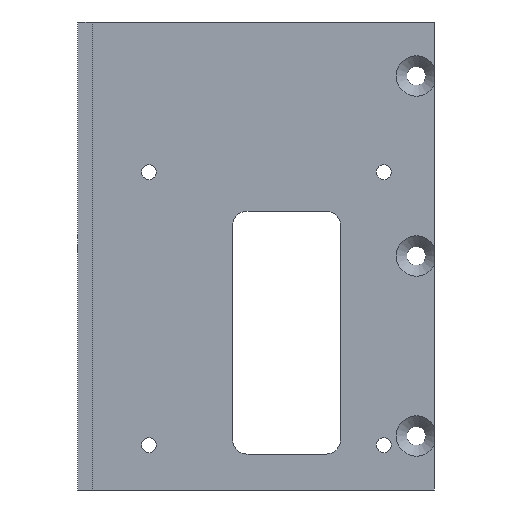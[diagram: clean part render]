
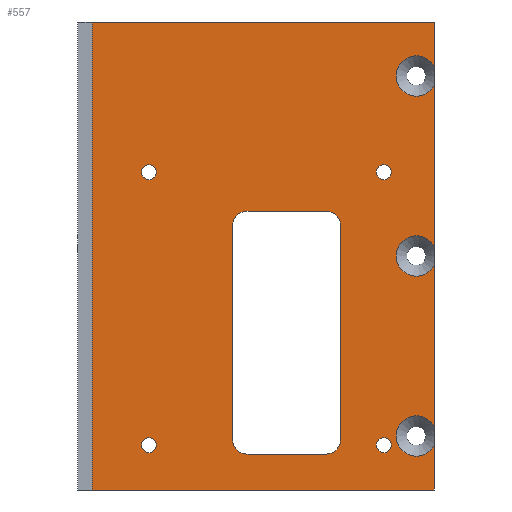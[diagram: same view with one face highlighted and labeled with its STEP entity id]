
A CAD part, left-side view. The second image highlights one B-rep face of the part: STEP entity #557.
In plain terms, the highlighted planar face has unit normal (-1, 0, 0).
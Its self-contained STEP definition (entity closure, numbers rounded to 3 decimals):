
#21=FACE_BOUND('',#177,.T.);
#22=FACE_BOUND('',#178,.T.);
#23=FACE_BOUND('',#179,.T.);
#24=FACE_BOUND('',#180,.T.);
#25=FACE_BOUND('',#181,.T.);
#39=LINE('',#849,#87);
#40=LINE('',#851,#88);
#41=LINE('',#853,#89);
#42=LINE('',#859,#90);
#43=LINE('',#865,#91);
#44=LINE('',#871,#92);
#45=LINE('',#872,#93);
#46=LINE('',#875,#94);
#47=LINE('',#879,#95);
#48=LINE('',#883,#96);
#49=LINE('',#887,#97);
#87=VECTOR('',#688,10.);
#88=VECTOR('',#689,10.);
#89=VECTOR('',#690,10.);
#90=VECTOR('',#695,10.);
#91=VECTOR('',#700,10.);
#92=VECTOR('',#705,10.);
#93=VECTOR('',#706,10.);
#94=VECTOR('',#707,10.);
#95=VECTOR('',#710,10.);
#96=VECTOR('',#713,10.);
#97=VECTOR('',#716,10.);
#148=FACE_OUTER_BOUND('',#176,.T.);
#176=EDGE_LOOP('',(#394,#395,#396,#397,#398,#399,#400,#401,#402,#403,#404,
#405,#406));
#177=EDGE_LOOP('',(#407));
#178=EDGE_LOOP('',(#408));
#179=EDGE_LOOP('',(#409));
#180=EDGE_LOOP('',(#410));
#181=EDGE_LOOP('',(#411,#412,#413,#414,#415,#416,#417,#418));
#214=CIRCLE('',#597,1.038);
#216=CIRCLE('',#600,1.038);
#218=CIRCLE('',#603,1.038);
#220=CIRCLE('',#606,1.038);
#222=CIRCLE('',#609,2.8);
#223=CIRCLE('',#610,2.8);
#224=CIRCLE('',#611,2.8);
#225=CIRCLE('',#612,2.8);
#226=CIRCLE('',#613,2.8);
#227=CIRCLE('',#614,2.8);
#228=CIRCLE('',#615,2.);
#229=CIRCLE('',#616,2.);
#230=CIRCLE('',#617,2.);
#231=CIRCLE('',#618,2.);
#244=VERTEX_POINT('',#823);
#246=VERTEX_POINT('',#829);
#248=VERTEX_POINT('',#835);
#250=VERTEX_POINT('',#841);
#252=VERTEX_POINT('',#847);
#253=VERTEX_POINT('',#848);
#254=VERTEX_POINT('',#850);
#255=VERTEX_POINT('',#852);
#256=VERTEX_POINT('',#854);
#257=VERTEX_POINT('',#856);
#258=VERTEX_POINT('',#858);
#259=VERTEX_POINT('',#860);
#260=VERTEX_POINT('',#862);
#261=VERTEX_POINT('',#864);
#262=VERTEX_POINT('',#866);
#263=VERTEX_POINT('',#868);
#264=VERTEX_POINT('',#870);
#265=VERTEX_POINT('',#873);
#266=VERTEX_POINT('',#874);
#267=VERTEX_POINT('',#876);
#268=VERTEX_POINT('',#878);
#269=VERTEX_POINT('',#880);
#270=VERTEX_POINT('',#882);
#271=VERTEX_POINT('',#884);
#272=VERTEX_POINT('',#886);
#297=EDGE_CURVE('',#244,#244,#214,.T.);
#300=EDGE_CURVE('',#246,#246,#216,.T.);
#303=EDGE_CURVE('',#248,#248,#218,.T.);
#306=EDGE_CURVE('',#250,#250,#220,.T.);
#309=EDGE_CURVE('',#252,#253,#39,.T.);
#310=EDGE_CURVE('',#253,#254,#40,.T.);
#311=EDGE_CURVE('',#254,#255,#41,.T.);
#312=EDGE_CURVE('',#256,#255,#222,.T.);
#313=EDGE_CURVE('',#257,#256,#223,.T.);
#314=EDGE_CURVE('',#257,#258,#42,.T.);
#315=EDGE_CURVE('',#259,#258,#224,.T.);
#316=EDGE_CURVE('',#260,#259,#225,.T.);
#317=EDGE_CURVE('',#260,#261,#43,.T.);
#318=EDGE_CURVE('',#262,#261,#226,.T.);
#319=EDGE_CURVE('',#263,#262,#227,.T.);
#320=EDGE_CURVE('',#263,#264,#44,.T.);
#321=EDGE_CURVE('',#252,#264,#45,.T.);
#322=EDGE_CURVE('',#265,#266,#46,.T.);
#323=EDGE_CURVE('',#267,#266,#228,.T.);
#324=EDGE_CURVE('',#267,#268,#47,.T.);
#325=EDGE_CURVE('',#269,#268,#229,.T.);
#326=EDGE_CURVE('',#269,#270,#48,.T.);
#327=EDGE_CURVE('',#271,#270,#230,.T.);
#328=EDGE_CURVE('',#271,#272,#49,.T.);
#329=EDGE_CURVE('',#265,#272,#231,.T.);
#394=ORIENTED_EDGE('',*,*,#309,.T.);
#395=ORIENTED_EDGE('',*,*,#310,.T.);
#396=ORIENTED_EDGE('',*,*,#311,.T.);
#397=ORIENTED_EDGE('',*,*,#312,.F.);
#398=ORIENTED_EDGE('',*,*,#313,.F.);
#399=ORIENTED_EDGE('',*,*,#314,.T.);
#400=ORIENTED_EDGE('',*,*,#315,.F.);
#401=ORIENTED_EDGE('',*,*,#316,.F.);
#402=ORIENTED_EDGE('',*,*,#317,.T.);
#403=ORIENTED_EDGE('',*,*,#318,.F.);
#404=ORIENTED_EDGE('',*,*,#319,.F.);
#405=ORIENTED_EDGE('',*,*,#320,.T.);
#406=ORIENTED_EDGE('',*,*,#321,.F.);
#407=ORIENTED_EDGE('',*,*,#297,.T.);
#408=ORIENTED_EDGE('',*,*,#300,.T.);
#409=ORIENTED_EDGE('',*,*,#303,.T.);
#410=ORIENTED_EDGE('',*,*,#306,.T.);
#411=ORIENTED_EDGE('',*,*,#322,.T.);
#412=ORIENTED_EDGE('',*,*,#323,.F.);
#413=ORIENTED_EDGE('',*,*,#324,.T.);
#414=ORIENTED_EDGE('',*,*,#325,.F.);
#415=ORIENTED_EDGE('',*,*,#326,.T.);
#416=ORIENTED_EDGE('',*,*,#327,.F.);
#417=ORIENTED_EDGE('',*,*,#328,.T.);
#418=ORIENTED_EDGE('',*,*,#329,.F.);
#540=PLANE('',#608);
#557=ADVANCED_FACE('',(#148,#21,#22,#23,#24,#25),#540,.T.);
#597=AXIS2_PLACEMENT_3D('',#824,#660,#661);
#600=AXIS2_PLACEMENT_3D('',#830,#667,#668);
#603=AXIS2_PLACEMENT_3D('',#836,#674,#675);
#606=AXIS2_PLACEMENT_3D('',#842,#681,#682);
#608=AXIS2_PLACEMENT_3D('',#846,#686,#687);
#609=AXIS2_PLACEMENT_3D('',#855,#691,#692);
#610=AXIS2_PLACEMENT_3D('',#857,#693,#694);
#611=AXIS2_PLACEMENT_3D('',#861,#696,#697);
#612=AXIS2_PLACEMENT_3D('',#863,#698,#699);
#613=AXIS2_PLACEMENT_3D('',#867,#701,#702);
#614=AXIS2_PLACEMENT_3D('',#869,#703,#704);
#615=AXIS2_PLACEMENT_3D('',#877,#708,#709);
#616=AXIS2_PLACEMENT_3D('',#881,#711,#712);
#617=AXIS2_PLACEMENT_3D('',#885,#714,#715);
#618=AXIS2_PLACEMENT_3D('',#888,#717,#718);
#660=DIRECTION('center_axis',(1.,0.,0.));
#661=DIRECTION('ref_axis',(0.,1.,0.));
#667=DIRECTION('center_axis',(1.,0.,0.));
#668=DIRECTION('ref_axis',(0.,1.,0.));
#674=DIRECTION('center_axis',(1.,0.,0.));
#675=DIRECTION('ref_axis',(0.,1.,0.));
#681=DIRECTION('center_axis',(1.,0.,0.));
#682=DIRECTION('ref_axis',(0.,1.,0.));
#686=DIRECTION('center_axis',(-1.,0.,0.));
#687=DIRECTION('ref_axis',(0.,-1.,0.));
#688=DIRECTION('',(0.,0.,-1.));
#689=DIRECTION('',(0.,-1.,0.));
#690=DIRECTION('',(0.,0.,1.));
#691=DIRECTION('center_axis',(-1.,0.,0.));
#692=DIRECTION('ref_axis',(0.,-1.,0.));
#693=DIRECTION('center_axis',(-1.,0.,0.));
#694=DIRECTION('ref_axis',(0.,-1.,0.));
#695=DIRECTION('',(0.,0.,1.));
#696=DIRECTION('center_axis',(-1.,0.,0.));
#697=DIRECTION('ref_axis',(0.,-1.,0.));
#698=DIRECTION('center_axis',(-1.,0.,0.));
#699=DIRECTION('ref_axis',(0.,-1.,0.));
#700=DIRECTION('',(0.,0.,1.));
#701=DIRECTION('center_axis',(-1.,0.,0.));
#702=DIRECTION('ref_axis',(0.,-1.,0.));
#703=DIRECTION('center_axis',(-1.,0.,0.));
#704=DIRECTION('ref_axis',(0.,-1.,0.));
#705=DIRECTION('',(0.,0.,1.));
#706=DIRECTION('',(0.,-1.,0.));
#707=DIRECTION('',(0.,1.,0.));
#708=DIRECTION('center_axis',(-1.,0.,0.));
#709=DIRECTION('ref_axis',(0.,0.707,-0.707));
#710=DIRECTION('',(0.,0.,1.));
#711=DIRECTION('center_axis',(-1.,0.,0.));
#712=DIRECTION('ref_axis',(0.,0.707,0.707));
#713=DIRECTION('',(0.,-1.,0.));
#714=DIRECTION('center_axis',(-1.,0.,0.));
#715=DIRECTION('ref_axis',(0.,-0.707,0.707));
#716=DIRECTION('',(0.,0.,-1.));
#717=DIRECTION('center_axis',(-1.,0.,0.));
#718=DIRECTION('ref_axis',(0.,-0.707,-0.707));
#823=CARTESIAN_POINT('',(-80.9,-91.422,354.13));
#824=CARTESIAN_POINT('Origin',(-80.9,-90.384,354.13));
#829=CARTESIAN_POINT('',(-80.9,-91.422,316.23));
#830=CARTESIAN_POINT('Origin',(-80.9,-90.384,316.23));
#835=CARTESIAN_POINT('',(-80.9,-124.038,354.13));
#836=CARTESIAN_POINT('Origin',(-80.9,-123.,354.13));
#841=CARTESIAN_POINT('',(-80.9,-124.038,316.23));
#842=CARTESIAN_POINT('Origin',(-80.9,-123.,316.23));
#846=CARTESIAN_POINT('Origin',(-80.9,130.,310.));
#847=CARTESIAN_POINT('',(-80.9,-82.5,375.));
#848=CARTESIAN_POINT('',(-80.9,-82.5,310.));
#849=CARTESIAN_POINT('',(-80.9,-82.5,342.45));
#850=CARTESIAN_POINT('',(-80.9,-130.,310.));
#851=CARTESIAN_POINT('',(-80.9,130.,310.));
#852=CARTESIAN_POINT('',(-80.9,-130.,316.239));
#853=CARTESIAN_POINT('',(-80.9,-130.,310.));
#854=CARTESIAN_POINT('',(-80.9,-124.7,317.5));
#855=CARTESIAN_POINT('Origin',(-80.9,-127.5,317.5));
#856=CARTESIAN_POINT('',(-80.9,-130.,318.761));
#857=CARTESIAN_POINT('Origin',(-80.9,-127.5,317.5));
#858=CARTESIAN_POINT('',(-80.9,-130.,341.239));
#859=CARTESIAN_POINT('',(-80.9,-130.,310.));
#860=CARTESIAN_POINT('',(-80.9,-124.7,342.5));
#861=CARTESIAN_POINT('Origin',(-80.9,-127.5,342.5));
#862=CARTESIAN_POINT('',(-80.9,-130.,343.761));
#863=CARTESIAN_POINT('Origin',(-80.9,-127.5,342.5));
#864=CARTESIAN_POINT('',(-80.9,-130.,366.239));
#865=CARTESIAN_POINT('',(-80.9,-130.,310.));
#866=CARTESIAN_POINT('',(-80.9,-124.7,367.5));
#867=CARTESIAN_POINT('Origin',(-80.9,-127.5,367.5));
#868=CARTESIAN_POINT('',(-80.9,-130.,368.761));
#869=CARTESIAN_POINT('Origin',(-80.9,-127.5,367.5));
#870=CARTESIAN_POINT('',(-80.9,-130.,375.));
#871=CARTESIAN_POINT('',(-80.9,-130.,310.));
#872=CARTESIAN_POINT('',(-80.9,130.,375.));
#873=CARTESIAN_POINT('',(-80.9,-115.,315.));
#874=CARTESIAN_POINT('',(-80.9,-104.,315.));
#875=CARTESIAN_POINT('',(-80.9,6.5,315.));
#876=CARTESIAN_POINT('',(-80.9,-102.,317.));
#877=CARTESIAN_POINT('Origin',(-80.9,-104.,317.));
#878=CARTESIAN_POINT('',(-80.9,-102.,346.723));
#879=CARTESIAN_POINT('',(-80.9,-102.,312.5));
#880=CARTESIAN_POINT('',(-80.9,-104.,348.723));
#881=CARTESIAN_POINT('Origin',(-80.9,-104.,346.723));
#882=CARTESIAN_POINT('',(-80.9,-115.,348.723));
#883=CARTESIAN_POINT('',(-80.9,14.,348.723));
#884=CARTESIAN_POINT('',(-80.9,-117.,346.723));
#885=CARTESIAN_POINT('Origin',(-80.9,-115.,346.723));
#886=CARTESIAN_POINT('',(-80.9,-117.,317.));
#887=CARTESIAN_POINT('',(-80.9,-117.,329.361));
#888=CARTESIAN_POINT('Origin',(-80.9,-115.,317.));
